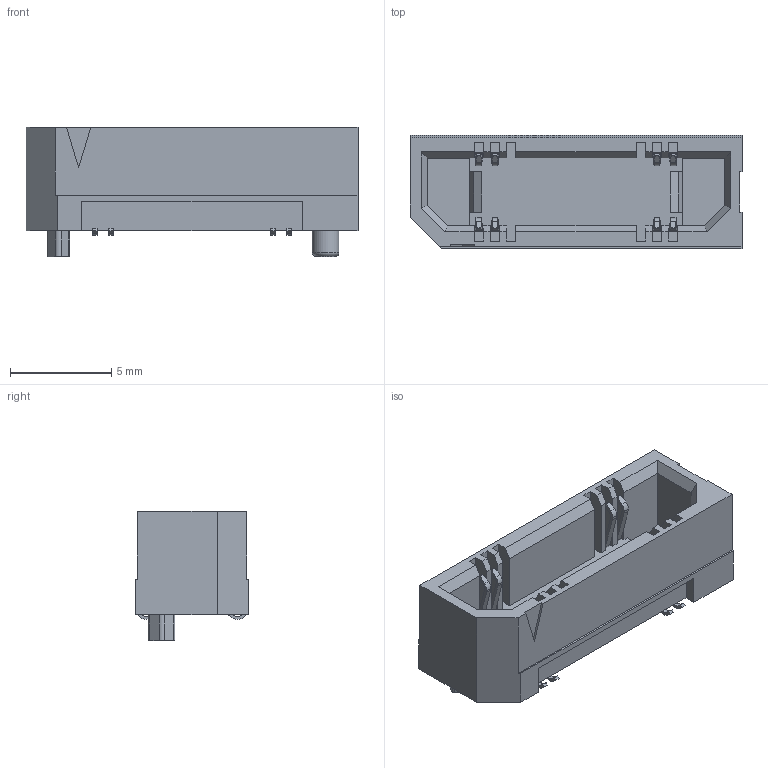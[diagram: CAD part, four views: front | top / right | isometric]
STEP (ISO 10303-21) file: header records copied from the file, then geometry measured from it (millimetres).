
FILE_DESCRIPTION(/* description */ (''),/* implementation_level */ '2;1');
FILE_NAME(/* name */ 'SAMTEC_ERF8-013-05.0-S-DV.stp',/* time_stamp */ '2016-06-06T14:50:51+02:00',/* author */ ('riccim'),/* organization */ ('SolidWorks'),/* preprocessor_version */ 'ST-DEVELOPER v15.5',/* originating_system */ 'AutoCAD Mechanical',/* authorisation */ ' ');
FILE_SCHEMA (('AUTOMOTIVE_DESIGN { 1 0 10303 214 3 1 1 }'));
Length unit declared in the file: millimetre
Products named in the file (1): Product
Bounding box: 16.4 x 5.6 x 6.38 mm (x, y, z)
Volume: 243.3 mm3; surface area: 657.1 mm2
Topology: 3 solids, 3 shells, 463 faces, 1356 edges, 902 vertices
Faces by surface type: plane 337, cylinder 125, torus 1
Full cylindrical faces by diameter (mm): 1.32 x1
Entity records: 15363 total; most frequent: CARTESIAN_POINT 2790, ORIENTED_EDGE 2706, DIRECTION 2548, EDGE_CURVE 1353, LINE 1054, VECTOR 1054, VERTEX_POINT 901, AXIS2_PLACEMENT_3D 747
